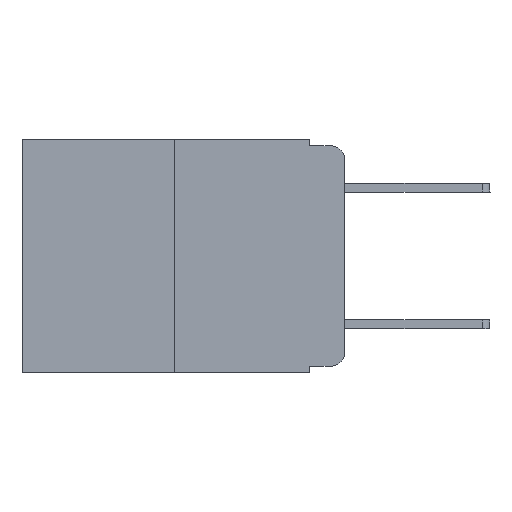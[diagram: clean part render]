
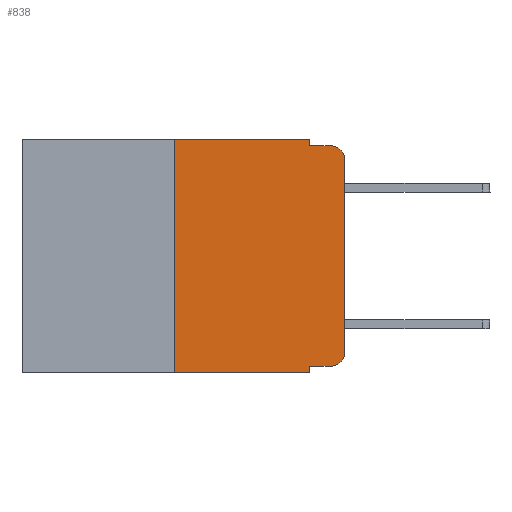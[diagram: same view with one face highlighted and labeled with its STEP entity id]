
A CAD part, left-side view. The second image highlights one B-rep face of the part: STEP entity #838.
In plain terms, the highlighted planar face has unit normal (-1, 0, 0).
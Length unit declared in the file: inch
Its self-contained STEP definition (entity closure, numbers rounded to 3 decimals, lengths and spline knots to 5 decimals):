
#99 = ORIENTED_EDGE ( 'NONE', *, *, #2563, .F. ) ;
#582 = EDGE_CURVE ( 'NONE', #14836, #3931, #11426, .T. ) ;
#599 = VECTOR ( 'NONE', #3977, 39.37008 ) ;
#688 = EDGE_CURVE ( 'NONE', #11234, #3854, #2309, .T. ) ;
#703 = EDGE_CURVE ( 'NONE', #16480, #1083, #1237, .T. ) ;
#838 = ADVANCED_FACE ( 'NONE', ( #10961 ), #8527, .F. ) ;
#1083 = VERTEX_POINT ( 'NONE', #11716 ) ;
#1237 = LINE ( 'NONE', #2568, #599 ) ;
#1395 = CARTESIAN_POINT ( 'NONE',  ( 0., 0.051, -0.333 ) ) ;
#1829 = CARTESIAN_POINT ( 'NONE',  ( 0., 0.051, -0.01 ) ) ;
#2309 = CIRCLE ( 'NONE', #8205, 0.02 ) ;
#2503 = CARTESIAN_POINT ( 'NONE',  ( 0., 0.051, 0. ) ) ;
#2545 = LINE ( 'NONE', #1395, #9582 ) ;
#2563 = EDGE_CURVE ( 'NONE', #8964, #3931, #2989, .T. ) ;
#2568 = CARTESIAN_POINT ( 'NONE',  ( 0., 0.473, 0. ) ) ;
#2650 = EDGE_CURVE ( 'NONE', #3854, #14836, #11274, .T. ) ;
#2989 = LINE ( 'NONE', #1829, #17354 ) ;
#3088 = EDGE_CURVE ( 'NONE', #14706, #14005, #12112, .T. ) ;
#3092 = DIRECTION ( 'NONE',  ( 0., 0., -1. ) ) ;
#3271 = CARTESIAN_POINT ( 'NONE',  ( 0., 0., -0.03 ) ) ;
#3341 = CARTESIAN_POINT ( 'NONE',  ( 0., 0., -0.313 ) ) ;
#3389 = CARTESIAN_POINT ( 'NONE',  ( 0., 0.051, -0.343 ) ) ;
#3537 = DIRECTION ( 'NONE',  ( 0., 0., -1. ) ) ;
#3775 = CARTESIAN_POINT ( 'NONE',  ( 0., 0.051, -0.01 ) ) ;
#3818 = AXIS2_PLACEMENT_3D ( 'NONE', #13148, #11649, #3537 ) ;
#3854 = VERTEX_POINT ( 'NONE', #3341 ) ;
#3931 = VERTEX_POINT ( 'NONE', #7998 ) ;
#3936 = EDGE_CURVE ( 'NONE', #7375, #16480, #6437, .T. ) ;
#3977 = DIRECTION ( 'NONE',  ( 0., -1., 0. ) ) ;
#4083 = ORIENTED_EDGE ( 'NONE', *, *, #3936, .F. ) ;
#4096 = DIRECTION ( 'NONE',  ( 0., 0., -1. ) ) ;
#4198 = LINE ( 'NONE', #13705, #4910 ) ;
#4910 = VECTOR ( 'NONE', #13613, 39.37008 ) ;
#5231 = ORIENTED_EDGE ( 'NONE', *, *, #688, .T. ) ;
#5457 = ORIENTED_EDGE ( 'NONE', *, *, #6639, .F. ) ;
#5921 = DIRECTION ( 'NONE',  ( 1., 0., 0. ) ) ;
#6178 = CARTESIAN_POINT ( 'NONE',  ( 0., 0.25, -0.343 ) ) ;
#6396 = VECTOR ( 'NONE', #7720, 39.37008 ) ;
#6437 = LINE ( 'NONE', #11808, #9934 ) ;
#6639 = EDGE_CURVE ( 'NONE', #1083, #8964, #16394, .T. ) ;
#7067 = CARTESIAN_POINT ( 'NONE',  ( 0., 0.051, 0. ) ) ;
#7375 = VERTEX_POINT ( 'NONE', #6178 ) ;
#7514 = ORIENTED_EDGE ( 'NONE', *, *, #582, .T. ) ;
#7720 = DIRECTION ( 'NONE',  ( 0., 0., 1. ) ) ;
#7834 = VECTOR ( 'NONE', #10882, 39.37008 ) ;
#7998 = CARTESIAN_POINT ( 'NONE',  ( 0., 0.02, -0.01 ) ) ;
#8020 = DIRECTION ( 'NONE',  ( -1., 0., 0. ) ) ;
#8205 = AXIS2_PLACEMENT_3D ( 'NONE', #14629, #8020, #12184 ) ;
#8425 = DIRECTION ( 'NONE',  ( 0., 0., 1. ) ) ;
#8527 = PLANE ( 'NONE',  #14686 ) ;
#8874 = EDGE_CURVE ( 'NONE', #14706, #11234, #2545, .T. ) ;
#8964 = VERTEX_POINT ( 'NONE', #3775 ) ;
#9374 = ORIENTED_EDGE ( 'NONE', *, *, #703, .F. ) ;
#9582 = VECTOR ( 'NONE', #15921, 39.37008 ) ;
#9934 = VECTOR ( 'NONE', #8425, 39.37008 ) ;
#10882 = DIRECTION ( 'NONE',  ( 0., 0., -1. ) ) ;
#10961 = FACE_OUTER_BOUND ( 'NONE', #11126, .T. ) ;
#11041 = ORIENTED_EDGE ( 'NONE', *, *, #14184, .T. ) ;
#11126 = EDGE_LOOP ( 'NONE', ( #16101, #7514, #99, #5457, #9374, #4083, #11041, #15462, #12030, #5231 ) ) ;
#11234 = VERTEX_POINT ( 'NONE', #14368 ) ;
#11274 = LINE ( 'NONE', #13105, #6396 ) ;
#11426 = CIRCLE ( 'NONE', #3818, 0.02 ) ;
#11649 = DIRECTION ( 'NONE',  ( -1., 0., 0. ) ) ;
#11716 = CARTESIAN_POINT ( 'NONE',  ( 0., 0.051, 0. ) ) ;
#11808 = CARTESIAN_POINT ( 'NONE',  ( 0., 0.25, 0. ) ) ;
#12030 = ORIENTED_EDGE ( 'NONE', *, *, #8874, .T. ) ;
#12112 = LINE ( 'NONE', #2503, #13491 ) ;
#12184 = DIRECTION ( 'NONE',  ( 0., 0., -1. ) ) ;
#13105 = CARTESIAN_POINT ( 'NONE',  ( 0., 0., 0. ) ) ;
#13148 = CARTESIAN_POINT ( 'NONE',  ( 0., 0.02, -0.03 ) ) ;
#13491 = VECTOR ( 'NONE', #4096, 39.37008 ) ;
#13613 = DIRECTION ( 'NONE',  ( 0., -1., 0. ) ) ;
#13705 = CARTESIAN_POINT ( 'NONE',  ( 0., 0.473, -0.343 ) ) ;
#13772 = CARTESIAN_POINT ( 'NONE',  ( 0., 0.051, -0.333 ) ) ;
#13995 = DIRECTION ( 'NONE',  ( 0., -1., 0. ) ) ;
#14005 = VERTEX_POINT ( 'NONE', #3389 ) ;
#14184 = EDGE_CURVE ( 'NONE', #7375, #14005, #4198, .T. ) ;
#14368 = CARTESIAN_POINT ( 'NONE',  ( 0., 0.02, -0.333 ) ) ;
#14629 = CARTESIAN_POINT ( 'NONE',  ( 0., 0.02, -0.313 ) ) ;
#14686 = AXIS2_PLACEMENT_3D ( 'NONE', #16473, #5921, #3092 ) ;
#14706 = VERTEX_POINT ( 'NONE', #13772 ) ;
#14836 = VERTEX_POINT ( 'NONE', #3271 ) ;
#15462 = ORIENTED_EDGE ( 'NONE', *, *, #3088, .F. ) ;
#15669 = CARTESIAN_POINT ( 'NONE',  ( 0., 0.25, 0. ) ) ;
#15921 = DIRECTION ( 'NONE',  ( 0., -1., 0. ) ) ;
#16101 = ORIENTED_EDGE ( 'NONE', *, *, #2650, .T. ) ;
#16394 = LINE ( 'NONE', #7067, #7834 ) ;
#16473 = CARTESIAN_POINT ( 'NONE',  ( 0., 0.473, 0. ) ) ;
#16480 = VERTEX_POINT ( 'NONE', #15669 ) ;
#17354 = VECTOR ( 'NONE', #13995, 39.37008 ) ;
